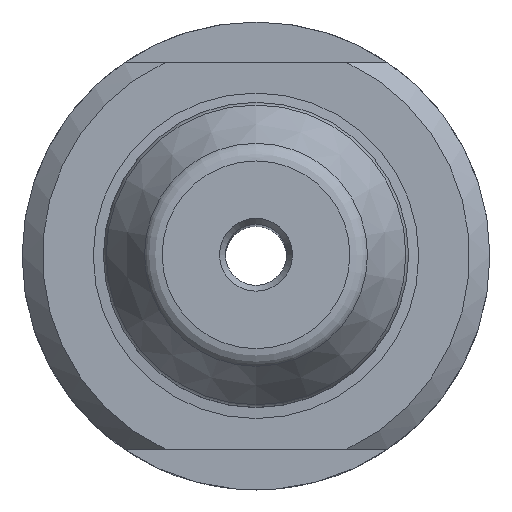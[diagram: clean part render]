
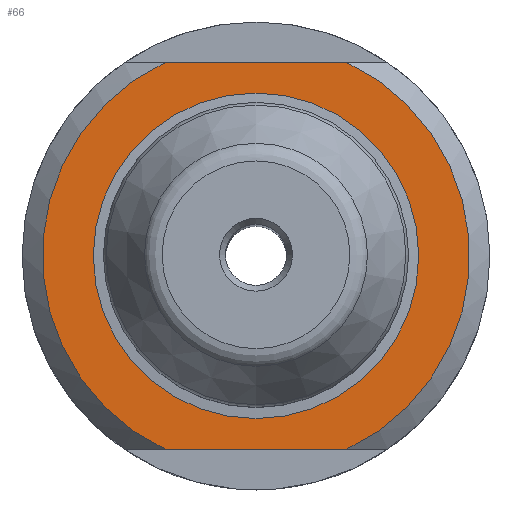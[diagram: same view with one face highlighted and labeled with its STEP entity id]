
A CAD part, top view. The second image highlights one B-rep face of the part: STEP entity #66.
In plain terms, the highlighted planar face has unit normal (0, 0, 1).
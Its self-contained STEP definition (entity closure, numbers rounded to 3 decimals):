
#66=ADVANCED_FACE('',(#126,#127),#100,.F.);
#100=PLANE('',#476);
#110=LINE('',#696,#118);
#111=LINE('',#701,#119);
#118=VECTOR('',#550,1.);
#119=VECTOR('',#553,1.);
#126=FACE_BOUND('',#182,.T.);
#127=FACE_BOUND('',#183,.T.);
#182=EDGE_LOOP('',(#244));
#183=EDGE_LOOP('',(#245,#246,#247,#248));
#244=ORIENTED_EDGE('',*,*,#373,.T.);
#245=ORIENTED_EDGE('',*,*,#374,.F.);
#246=ORIENTED_EDGE('',*,*,#375,.T.);
#247=ORIENTED_EDGE('',*,*,#376,.T.);
#248=ORIENTED_EDGE('',*,*,#377,.T.);
#334=VERTEX_POINT('',#695);
#335=VERTEX_POINT('',#697);
#336=VERTEX_POINT('',#698);
#337=VERTEX_POINT('',#700);
#338=VERTEX_POINT('',#702);
#373=EDGE_CURVE('',#334,#334,#418,.T.);
#374=EDGE_CURVE('',#335,#336,#110,.T.);
#375=EDGE_CURVE('',#335,#337,#419,.T.);
#376=EDGE_CURVE('',#337,#338,#111,.T.);
#377=EDGE_CURVE('',#338,#336,#420,.T.);
#418=CIRCLE('',#473,8.);
#419=CIRCLE('',#474,10.5);
#420=CIRCLE('',#475,10.5);
#473=AXIS2_PLACEMENT_3D('',#694,#548,#549);
#474=AXIS2_PLACEMENT_3D('',#699,#551,#552);
#475=AXIS2_PLACEMENT_3D('',#703,#554,#555);
#476=AXIS2_PLACEMENT_3D('',#704,#556,#557);
#548=DIRECTION('',(0.,0.,-1.));
#549=DIRECTION('',(0.,1.,0.));
#550=DIRECTION('',(1.,0.,0.));
#551=DIRECTION('',(0.,0.,1.));
#552=DIRECTION('',(0.,1.,0.));
#553=DIRECTION('',(1.,0.,0.));
#554=DIRECTION('',(0.,0.,1.));
#555=DIRECTION('',(0.,1.,0.));
#556=DIRECTION('',(0.,0.,-1.));
#557=DIRECTION('',(0.,1.,0.));
#694=CARTESIAN_POINT('',(0.,0.,6.));
#695=CARTESIAN_POINT('',(0.,8.,6.));
#696=CARTESIAN_POINT('',(-12.65,9.5,6.));
#697=CARTESIAN_POINT('',(-4.472,9.5,6.));
#698=CARTESIAN_POINT('',(4.472,9.5,6.));
#699=CARTESIAN_POINT('',(0.,0.,6.));
#700=CARTESIAN_POINT('',(-4.472,-9.5,6.));
#701=CARTESIAN_POINT('',(-12.65,-9.5,6.));
#702=CARTESIAN_POINT('',(4.472,-9.5,6.));
#703=CARTESIAN_POINT('',(0.,0.,6.));
#704=CARTESIAN_POINT('',(0.,5.,6.));
